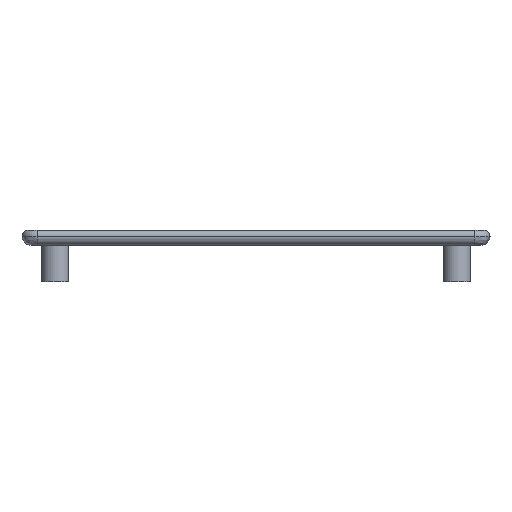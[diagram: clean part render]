
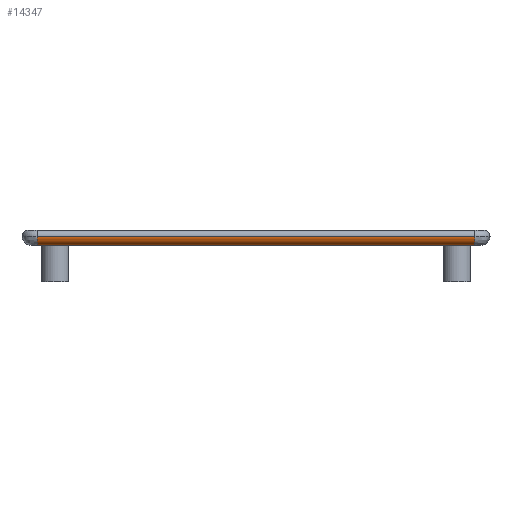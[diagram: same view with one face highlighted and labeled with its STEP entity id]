
A CAD part, left-side view. The second image highlights one B-rep face of the part: STEP entity #14347.
In plain terms, the highlighted cylindrical face has radius 3 mm (diameter 6 mm), a partial arc.
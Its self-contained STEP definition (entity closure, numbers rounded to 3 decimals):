
#585=FACE_OUTER_BOUND('',#1333,.T.);
#1333=EDGE_LOOP('',(#9587,#9588,#9589,#9590));
#2267=LINE('',#21089,#3715);
#2268=LINE('',#21092,#3716);
#3715=VECTOR('',#16631,10.);
#3716=VECTOR('',#16634,10.);
#5166=CIRCLE('',#15114,3.);
#5168=CIRCLE('',#15117,3.);
#5915=VERTEX_POINT('',#21082);
#5916=VERTEX_POINT('',#21084);
#5917=VERTEX_POINT('',#21088);
#5918=VERTEX_POINT('',#21090);
#7382=EDGE_CURVE('',#5915,#5916,#5166,.T.);
#7384=EDGE_CURVE('',#5915,#5917,#2267,.T.);
#7385=EDGE_CURVE('',#5917,#5918,#5168,.T.);
#7386=EDGE_CURVE('',#5916,#5918,#2268,.T.);
#9587=ORIENTED_EDGE('',*,*,#7382,.F.);
#9588=ORIENTED_EDGE('',*,*,#7384,.T.);
#9589=ORIENTED_EDGE('',*,*,#7385,.T.);
#9590=ORIENTED_EDGE('',*,*,#7386,.F.);
#13973=CYLINDRICAL_SURFACE('',#15116,3.);
#14347=ADVANCED_FACE('',(#585),#13973,.T.);
#15114=AXIS2_PLACEMENT_3D('',#21085,#16625,#16626);
#15116=AXIS2_PLACEMENT_3D('',#21087,#16629,#16630);
#15117=AXIS2_PLACEMENT_3D('',#21091,#16632,#16633);
#16625=DIRECTION('center_axis',(0.,1.,0.));
#16626=DIRECTION('ref_axis',(0.,0.,-1.));
#16629=DIRECTION('center_axis',(0.,-1.,0.));
#16630=DIRECTION('ref_axis',(-0.707,0.,-0.707));
#16631=DIRECTION('',(0.,-1.,0.));
#16632=DIRECTION('center_axis',(0.,1.,0.));
#16633=DIRECTION('ref_axis',(0.,0.,-1.));
#16634=DIRECTION('',(0.,-1.,0.));
#21082=CARTESIAN_POINT('',(-112.188,105.913,-5.));
#21084=CARTESIAN_POINT('',(-115.188,105.913,-2.));
#21085=CARTESIAN_POINT('Origin',(-112.188,105.913,-2.));
#21087=CARTESIAN_POINT('Origin',(-112.188,-5.338,-2.));
#21088=CARTESIAN_POINT('',(-112.188,-39.088,-5.));
#21089=CARTESIAN_POINT('',(-112.188,-5.338,-5.));
#21090=CARTESIAN_POINT('',(-115.188,-39.088,-2.));
#21091=CARTESIAN_POINT('Origin',(-112.188,-39.088,-2.));
#21092=CARTESIAN_POINT('',(-115.188,-5.338,-2.));
